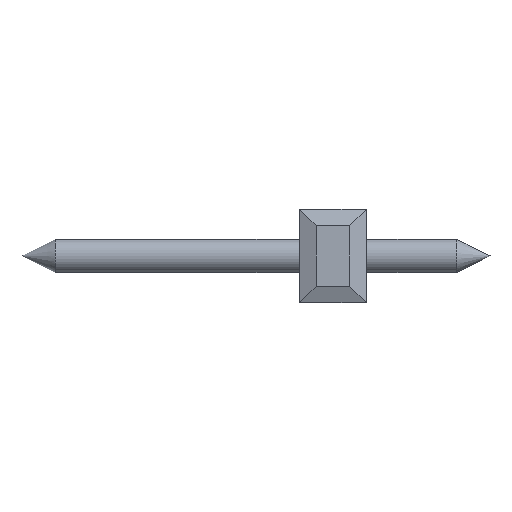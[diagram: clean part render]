
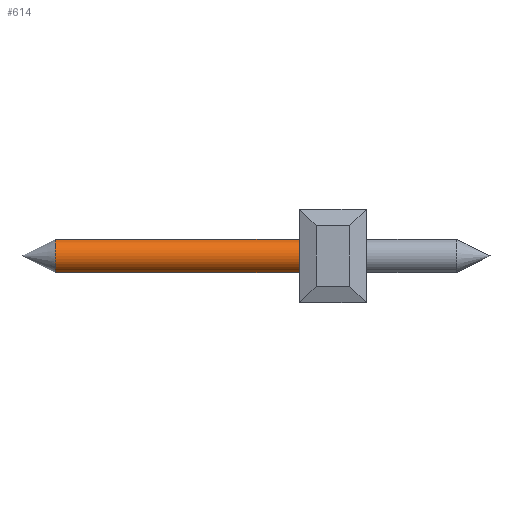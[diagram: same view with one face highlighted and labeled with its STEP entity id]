
A CAD part, left-side view. The second image highlights one B-rep face of the part: STEP entity #614.
In plain terms, the highlighted cylindrical face has radius 0.5 mm (diameter 1 mm), a full revolution.
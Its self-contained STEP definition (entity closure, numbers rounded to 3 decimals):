
#614 = ADVANCED_FACE( '', ( #1649, #1650 ), #1651, .T. );
#1649 = FACE_OUTER_BOUND( '', #3180, .T. );
#1650 = FACE_OUTER_BOUND( '', #3181, .T. );
#1651 = CYLINDRICAL_SURFACE( '', #3182, 0.5 );
#3180 = EDGE_LOOP( '', ( #5009 ) );
#3181 = EDGE_LOOP( '', ( #5010 ) );
#3182 = AXIS2_PLACEMENT_3D( '', #5011, #5012, #5013 );
#5009 = ORIENTED_EDGE( '', *, *, #8697, .F. );
#5010 = ORIENTED_EDGE( '', *, *, #8780, .T. );
#5011 = CARTESIAN_POINT( '', ( 161.185, 131.078, 81.3 ) );
#5012 = DIRECTION( '', ( 0., 1., 0. ) );
#5013 = DIRECTION( '', ( 1., 0., 0. ) );
#8697 = EDGE_CURVE( '', #10381, #10381, #10382, .F. );
#8780 = EDGE_CURVE( '', #10518, #10518, #10519, .F. );
#10381 = VERTEX_POINT( '', #12645 );
#10382 = CIRCLE( '', #12646, 0.5 );
#10518 = VERTEX_POINT( '', #12843 );
#10519 = CIRCLE( '', #12844, 0.5 );
#12645 = CARTESIAN_POINT( '', ( 160.685, 122.578, 81.3 ) );
#12646 = AXIS2_PLACEMENT_3D( '', #15354, #15355, #15356 );
#12843 = CARTESIAN_POINT( '', ( 160.685, 130.078, 81.3 ) );
#12844 = AXIS2_PLACEMENT_3D( '', #15427, #15428, #15429 );
#15354 = CARTESIAN_POINT( '', ( 161.185, 122.578, 81.3 ) );
#15355 = DIRECTION( '', ( 0., 1., 0. ) );
#15356 = DIRECTION( '', ( -1., 0., 0. ) );
#15427 = CARTESIAN_POINT( '', ( 161.185, 130.078, 81.3 ) );
#15428 = DIRECTION( '', ( 0., 1., 0. ) );
#15429 = DIRECTION( '', ( -1., 0., 0. ) );
